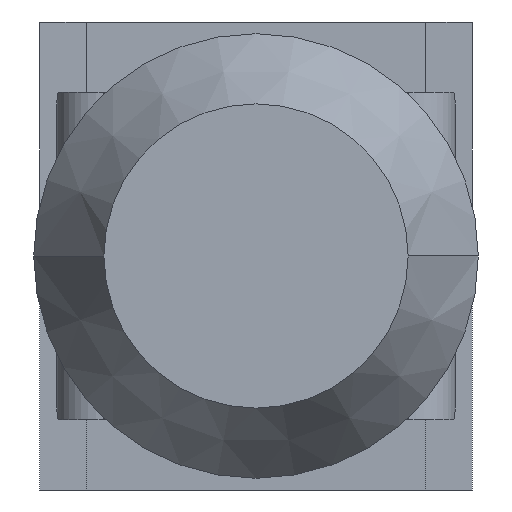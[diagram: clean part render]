
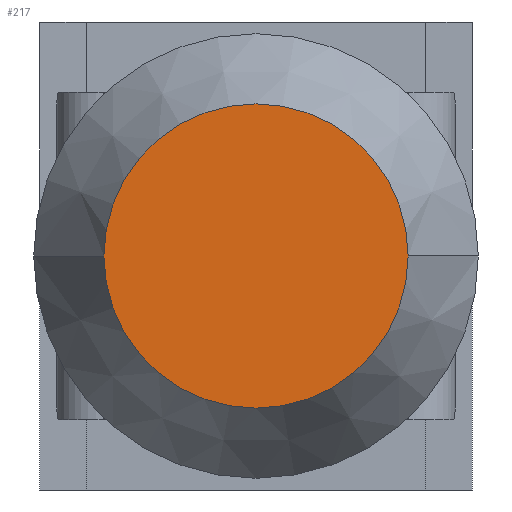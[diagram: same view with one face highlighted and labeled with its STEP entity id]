
A CAD part, front view. The second image highlights one B-rep face of the part: STEP entity #217.
In plain terms, the highlighted planar face has unit normal (0, -1, 0).
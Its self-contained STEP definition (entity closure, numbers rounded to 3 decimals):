
#217=ADVANCED_FACE('',(#479),#480,.T.);
#479=FACE_OUTER_BOUND('',#789,.T.);
#480=PLANE('',#790);
#789=EDGE_LOOP('',(#1320,#1321));
#790=AXIS2_PLACEMENT_3D('',#1322,#1323,#1324);
#1320=ORIENTED_EDGE('',*,*,#1851,.F.);
#1321=ORIENTED_EDGE('',*,*,#1887,.F.);
#1322=CARTESIAN_POINT('',(-3.25,0.,0.0));
#1323=DIRECTION('',(0.,-1.0,-0.0));
#1324=DIRECTION('',(1.0,0.,0.0));
#1851=EDGE_CURVE('',#2207,#2210,#2211,.T.);
#1887=EDGE_CURVE('',#2210,#2207,#2260,.T.);
#2207=VERTEX_POINT('',#2704);
#2210=VERTEX_POINT('',#2708);
#2211=CIRCLE('',#2709,6.5);
#2260=CIRCLE('',#2767,6.5);
#2704=CARTESIAN_POINT('',(-6.5,0.,0.0));
#2708=CARTESIAN_POINT('',(6.5,0.,0.));
#2709=AXIS2_PLACEMENT_3D('',#3431,#3432,#3433);
#2767=AXIS2_PLACEMENT_3D('',#3485,#3486,#3487);
#3431=CARTESIAN_POINT('',(0.0,0.,0.0));
#3432=DIRECTION('',(0.0,1.0,0.0));
#3433=DIRECTION('',(-1.0,0.0,0.0));
#3485=CARTESIAN_POINT('',(0.0,0.,0.0));
#3486=DIRECTION('',(0.0,1.0,0.0));
#3487=DIRECTION('',(-1.0,0.0,0.0));
